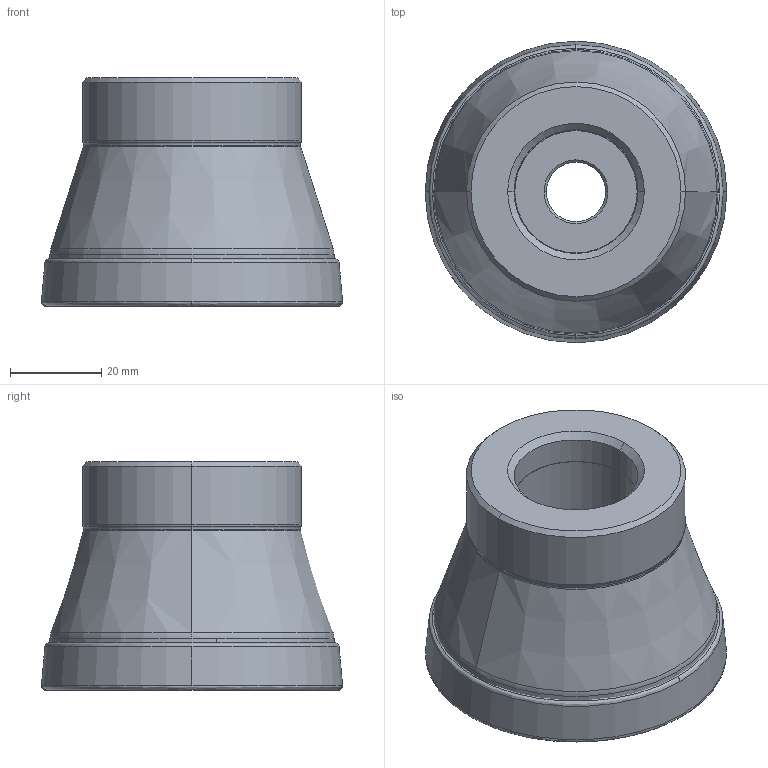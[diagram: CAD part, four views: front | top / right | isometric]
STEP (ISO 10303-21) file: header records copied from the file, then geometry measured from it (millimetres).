
FILE_DESCRIPTION (( 'STEP AP203' ), '1' );
FILE_NAME ('CUT PROFILE - 181027800.STEP', '2019-09-09T18:29:01', ( '' ), ( '' ), 'SwSTEP 2.0', 'SolidWorks 2015', '' );
FILE_SCHEMA (( 'CONFIG_CONTROL_DESIGN' ));
Length unit declared in the file: millimetre
Products named in the file (3): CUT PROFILE - 181027800; CUT^CUT PROFILE - 181027800; NOCUT^CUT PROFILE - 181027800
Assembly tree (2 placements, depth 2):
  CUT PROFILE - 181027800
    CUT^CUT PROFILE - 181027800
    NOCUT^CUT PROFILE - 181027800
Bounding box: 65.96 x 65.95 x 50.01 mm (x, y, z)
Volume: 108547.2 mm3; surface area: 23404.5 mm2
Topology: 2 solids, 2 shells, 75 faces, 170 edges, 100 vertices
Faces by surface type: torus 22, cone 20, bspline 14, cylinder 14, plane 5
Entity records: 3247 total; most frequent: CARTESIAN_POINT 1242, DIRECTION 410, ORIENTED_EDGE 340, AXIS2_PLACEMENT_3D 188, EDGE_CURVE 170, CIRCLE 122, VERTEX_POINT 100, EDGE_LOOP 80
